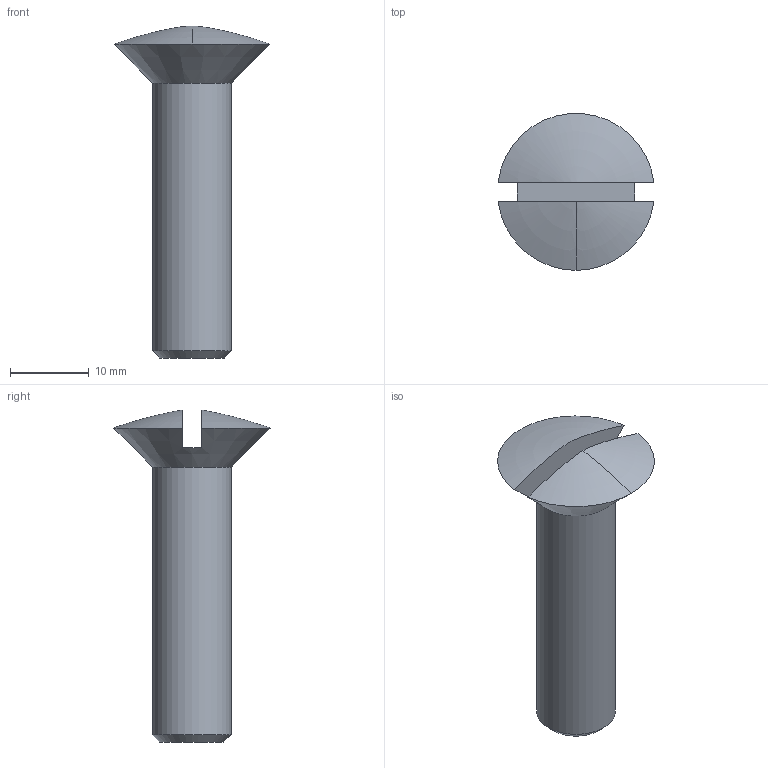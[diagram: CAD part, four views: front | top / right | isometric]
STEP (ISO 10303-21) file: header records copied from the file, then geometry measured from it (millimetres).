
FILE_DESCRIPTION(('a Product shape'),'1');
FILE_NAME('Euclid Shape Model','1998-09-10T11:25:01',('Author Name'),( 'MATRA-DATAVISION'),'OL-2.0B','EUCLID','Authorisation status');
FILE_SCHEMA(('AUTOMOTIVE_DESIGN_CC1 { 1 2 10303 214 -1 1 3 2}'));
Length unit declared in the file: millimetre
Products named in the file (1): the product name
Bounding box: 19.84 x 19.96 x 42.3 mm (x, y, z)
Volume: 3788.3 mm3; surface area: 1929.3 mm2
Topology: 1 solids, 1 shells, 10 faces, 22 edges, 14 vertices
Faces by surface type: plane 4, torus 3, cone 2, cylinder 1
Full cylindrical faces by diameter (mm): 10 x1
Entity records: 1180 total; most frequent: CARTESIAN_POINT 788, DIRECTION 57, ORIENTED_EDGE 44, PCURVE 44, DEFINITIONAL_REPRESENTATION 44, B_SPLINE_CURVE_WITH_KNOTS 27, EDGE_CURVE 22, AXIS2_PLACEMENT_3D 20
